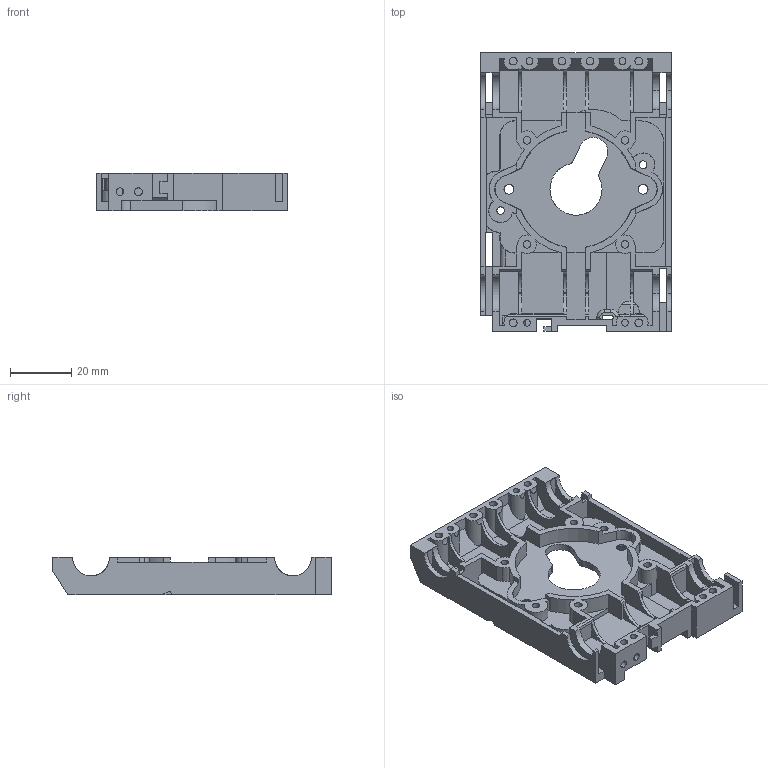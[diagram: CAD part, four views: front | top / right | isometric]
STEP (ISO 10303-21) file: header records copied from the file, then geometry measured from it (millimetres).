
FILE_DESCRIPTION (( 'STEP AP203' ), '1' );
FILE_NAME ('Linearplatte hinten Druckkopf.STEP', '2024-02-20T14:06:50', ( '' ), ( '' ), 'SwSTEP 2.0', 'SolidWorks 2021', '' );
FILE_SCHEMA (( 'CONFIG_CONTROL_DESIGN' ));
Length unit declared in the file: millimetre
Products named in the file (1): Linearplatte hinten Druckkopf
Bounding box: 62.4 x 91 x 12.4 mm (x, y, z)
Volume: 22008.9 mm3; surface area: 23357.1 mm2
Topology: 1 solids, 1 shells, 422 faces, 1249 edges, 837 vertices
Faces by surface type: plane 250, cylinder 145, cone 24, torus 3
Entity records: 16011 total; most frequent: CARTESIAN_POINT 5224, ORIENTED_EDGE 2498, DIRECTION 1908, EDGE_CURVE 1249, VERTEX_POINT 837, AXIS2_PLACEMENT_3D 679, VECTOR 550, LINE 550
